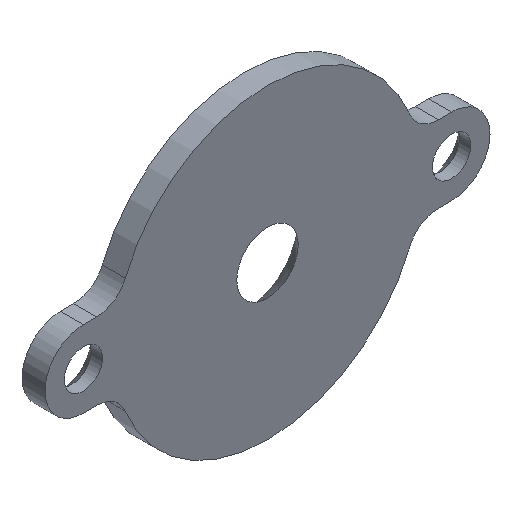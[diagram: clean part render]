
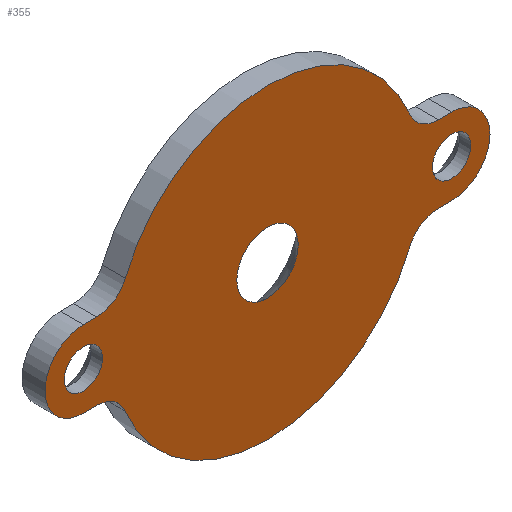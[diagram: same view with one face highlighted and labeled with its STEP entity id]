
A CAD part, isometric view. The second image highlights one B-rep face of the part: STEP entity #355.
In plain terms, the highlighted planar face has unit normal (0, -1, 0).
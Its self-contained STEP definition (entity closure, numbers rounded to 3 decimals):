
#18=FACE_BOUND('',#71,.T.);
#19=FACE_BOUND('',#72,.T.);
#20=FACE_BOUND('',#73,.T.);
#29=PLANE('',#421);
#48=FACE_OUTER_BOUND('',#70,.T.);
#70=EDGE_LOOP('',(#312,#313,#314,#315,#316,#317,#318,#319,#320,#321,#322,
#323));
#71=EDGE_LOOP('',(#324));
#72=EDGE_LOOP('',(#325));
#73=EDGE_LOOP('',(#326));
#81=LINE('',#565,#106);
#87=LINE('',#589,#112);
#96=LINE('',#629,#121);
#98=LINE('',#634,#123);
#106=VECTOR('',#451,10.);
#112=VECTOR('',#477,10.);
#121=VECTOR('',#524,10.);
#123=VECTOR('',#532,10.);
#125=CIRCLE('',#381,2.);
#127=CIRCLE('',#384,10.);
#129=CIRCLE('',#387,2.);
#131=CIRCLE('',#391,2.);
#132=CIRCLE('',#393,10.);
#135=CIRCLE('',#397,2.);
#137=CIRCLE('',#401,2.);
#143=CIRCLE('',#410,1.25);
#145=CIRCLE('',#414,1.25);
#146=CIRCLE('',#416,2.5);
#147=CIRCLE('',#419,2.5);
#150=VERTEX_POINT('',#540);
#151=VERTEX_POINT('',#542);
#153=VERTEX_POINT('',#548);
#156=VERTEX_POINT('',#555);
#157=VERTEX_POINT('',#557);
#159=VERTEX_POINT('',#563);
#162=VERTEX_POINT('',#570);
#163=VERTEX_POINT('',#572);
#165=VERTEX_POINT('',#581);
#167=VERTEX_POINT('',#587);
#169=VERTEX_POINT('',#593);
#175=VERTEX_POINT('',#612);
#177=VERTEX_POINT('',#620);
#178=VERTEX_POINT('',#624);
#179=VERTEX_POINT('',#628);
#182=EDGE_CURVE('',#150,#151,#125,.T.);
#186=EDGE_CURVE('',#150,#153,#127,.T.);
#189=EDGE_CURVE('',#156,#157,#129,.T.);
#193=EDGE_CURVE('',#156,#159,#81,.T.);
#196=EDGE_CURVE('',#162,#163,#131,.T.);
#198=EDGE_CURVE('',#162,#157,#132,.T.);
#202=EDGE_CURVE('',#165,#153,#135,.T.);
#205=EDGE_CURVE('',#165,#167,#87,.T.);
#208=EDGE_CURVE('',#169,#169,#137,.T.);
#218=EDGE_CURVE('',#175,#175,#143,.T.);
#222=EDGE_CURVE('',#177,#177,#145,.T.);
#224=EDGE_CURVE('',#167,#178,#146,.T.);
#225=EDGE_CURVE('',#179,#151,#96,.T.);
#227=EDGE_CURVE('',#159,#179,#147,.T.);
#228=EDGE_CURVE('',#178,#163,#98,.T.);
#312=ORIENTED_EDGE('',*,*,#228,.T.);
#313=ORIENTED_EDGE('',*,*,#196,.F.);
#314=ORIENTED_EDGE('',*,*,#198,.T.);
#315=ORIENTED_EDGE('',*,*,#189,.F.);
#316=ORIENTED_EDGE('',*,*,#193,.T.);
#317=ORIENTED_EDGE('',*,*,#227,.T.);
#318=ORIENTED_EDGE('',*,*,#225,.T.);
#319=ORIENTED_EDGE('',*,*,#182,.F.);
#320=ORIENTED_EDGE('',*,*,#186,.T.);
#321=ORIENTED_EDGE('',*,*,#202,.F.);
#322=ORIENTED_EDGE('',*,*,#205,.T.);
#323=ORIENTED_EDGE('',*,*,#224,.T.);
#324=ORIENTED_EDGE('',*,*,#218,.T.);
#325=ORIENTED_EDGE('',*,*,#222,.T.);
#326=ORIENTED_EDGE('',*,*,#208,.T.);
#355=ADVANCED_FACE('',(#48,#18,#19,#20),#29,.F.);
#381=AXIS2_PLACEMENT_3D('',#543,#429,#430);
#384=AXIS2_PLACEMENT_3D('',#550,#437,#438);
#387=AXIS2_PLACEMENT_3D('',#558,#444,#445);
#391=AXIS2_PLACEMENT_3D('',#573,#457,#458);
#393=AXIS2_PLACEMENT_3D('',#576,#462,#463);
#397=AXIS2_PLACEMENT_3D('',#583,#471,#472);
#401=AXIS2_PLACEMENT_3D('',#595,#483,#484);
#410=AXIS2_PLACEMENT_3D('',#614,#505,#506);
#414=AXIS2_PLACEMENT_3D('',#622,#515,#516);
#416=AXIS2_PLACEMENT_3D('',#626,#520,#521);
#419=AXIS2_PLACEMENT_3D('',#632,#528,#529);
#421=AXIS2_PLACEMENT_3D('',#635,#533,#534);
#429=DIRECTION('center_axis',(0.,-1.,0.));
#430=DIRECTION('ref_axis',(-0.559,0.,-0.829));
#437=DIRECTION('center_axis',(0.,-1.,0.));
#438=DIRECTION('ref_axis',(-1.,0.,0.));
#444=DIRECTION('center_axis',(0.,-1.,0.));
#445=DIRECTION('ref_axis',(-0.559,0.,0.829));
#451=DIRECTION('',(1.,0.,0.));
#457=DIRECTION('center_axis',(0.,-1.,0.));
#458=DIRECTION('ref_axis',(0.559,0.,0.829));
#462=DIRECTION('center_axis',(0.,-1.,0.));
#463=DIRECTION('ref_axis',(-1.,0.,0.));
#471=DIRECTION('center_axis',(0.,-1.,0.));
#472=DIRECTION('ref_axis',(0.559,0.,-0.829));
#477=DIRECTION('',(-1.,0.,0.));
#483=DIRECTION('center_axis',(0.,1.,0.));
#484=DIRECTION('ref_axis',(1.,0.,0.));
#505=DIRECTION('center_axis',(0.,1.,0.));
#506=DIRECTION('ref_axis',(-1.,0.,0.));
#515=DIRECTION('center_axis',(0.,1.,0.));
#516=DIRECTION('ref_axis',(-1.,0.,0.));
#520=DIRECTION('center_axis',(0.,-1.,0.));
#521=DIRECTION('ref_axis',(0.,0.,-1.));
#524=DIRECTION('',(-1.,0.,0.));
#528=DIRECTION('center_axis',(0.,-1.,0.));
#529=DIRECTION('ref_axis',(0.,0.,1.));
#532=DIRECTION('',(1.,0.,0.));
#533=DIRECTION('center_axis',(0.,1.,0.));
#534=DIRECTION('ref_axis',(0.,0.,1.));
#540=CARTESIAN_POINT('',(9.27,-1.5,3.75));
#542=CARTESIAN_POINT('',(11.124,-1.5,2.5));
#543=CARTESIAN_POINT('Origin',(11.124,-1.5,4.5));
#548=CARTESIAN_POINT('',(-9.27,-1.5,3.75));
#550=CARTESIAN_POINT('Origin',(0.,-1.5,0.));
#555=CARTESIAN_POINT('',(11.124,-1.5,-2.5));
#557=CARTESIAN_POINT('',(9.27,-1.5,-3.75));
#558=CARTESIAN_POINT('Origin',(11.124,-1.5,-4.5));
#563=CARTESIAN_POINT('',(12.,-1.5,-2.5));
#565=CARTESIAN_POINT('',(12.,-1.5,-2.5));
#570=CARTESIAN_POINT('',(-9.27,-1.5,-3.75));
#572=CARTESIAN_POINT('',(-11.124,-1.5,-2.5));
#573=CARTESIAN_POINT('Origin',(-11.124,-1.5,-4.5));
#576=CARTESIAN_POINT('Origin',(0.,-1.5,0.));
#581=CARTESIAN_POINT('',(-11.124,-1.5,2.5));
#583=CARTESIAN_POINT('Origin',(-11.124,-1.5,4.5));
#587=CARTESIAN_POINT('',(-12.,-1.5,2.5));
#589=CARTESIAN_POINT('',(-12.,-1.5,2.5));
#593=CARTESIAN_POINT('',(-2.,-1.5,0.));
#595=CARTESIAN_POINT('Origin',(0.,-1.5,0.));
#612=CARTESIAN_POINT('',(13.25,-1.5,0.));
#614=CARTESIAN_POINT('Origin',(12.,-1.5,0.));
#620=CARTESIAN_POINT('',(-10.75,-1.5,0.));
#622=CARTESIAN_POINT('Origin',(-12.,-1.5,0.));
#624=CARTESIAN_POINT('',(-12.,-1.5,-2.5));
#626=CARTESIAN_POINT('Origin',(-12.,-1.5,0.));
#628=CARTESIAN_POINT('',(12.,-1.5,2.5));
#629=CARTESIAN_POINT('',(-12.,-1.5,2.5));
#632=CARTESIAN_POINT('Origin',(12.,-1.5,0.));
#634=CARTESIAN_POINT('',(12.,-1.5,-2.5));
#635=CARTESIAN_POINT('Origin',(0.,-1.5,0.));
